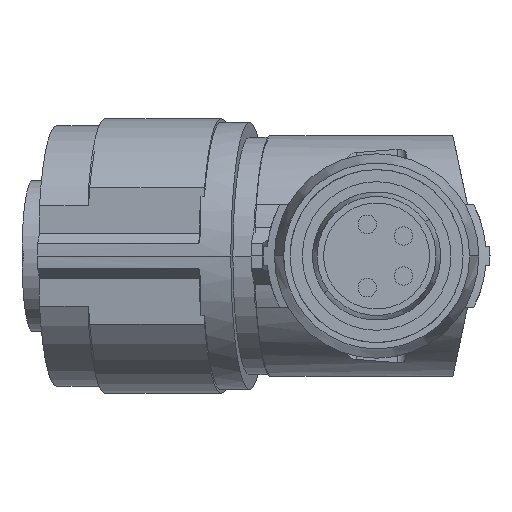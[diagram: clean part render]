
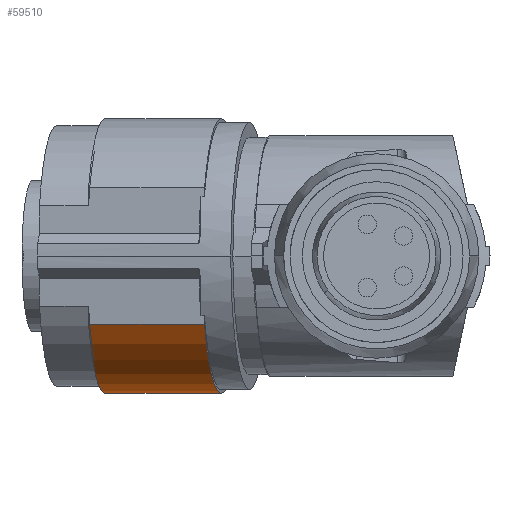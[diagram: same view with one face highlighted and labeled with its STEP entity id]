
A CAD part, left-side view. The second image highlights one B-rep face of the part: STEP entity #59510.
In plain terms, the highlighted cylindrical face has radius 7.4 mm (diameter 14.8 mm), a partial arc.
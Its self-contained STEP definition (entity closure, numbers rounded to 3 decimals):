
#49130=CARTESIAN_POINT('',(135.205,7.363,
-1.709));
#49140=VERTEX_POINT('',#49130);
#49170=CARTESIAN_POINT('',(128.075,8.365,
0.));
#49180=DIRECTION('',(0.139,0.99,
0.));
#49190=DIRECTION('',(-0.035,0.005,
0.999));
#49200=AXIS2_PLACEMENT_3D('',#49170,#49180,#49190);
#49210=CIRCLE('',#49200,7.4);
#49220=CARTESIAN_POINT('',(121.717,9.258,
-3.678));
#49230=VERTEX_POINT('',#49220);
#49240=EDGE_CURVE('',#49140,#49230,#49210,.T.);
#50570=CARTESIAN_POINT('',(122.116,12.098,
-3.678));
#50580=DIRECTION('',(0.139,0.99,
0.));
#50590=VECTOR('',#50580,1.);
#50600=LINE('',#50570,#50590);
#50610=CARTESIAN_POINT('',(122.594,15.497,
-3.678));
#50620=VERTEX_POINT('',#50610);
#50630=EDGE_CURVE('',#49230,#50620,#50600,.T.);
#59270=CARTESIAN_POINT('',(128.475,11.205,
0.));
#59280=DIRECTION('',(0.139,0.99,
0.));
#59290=DIRECTION('',(-0.035,0.005,
0.999));
#59300=AXIS2_PLACEMENT_3D('',#59270,#59280,#59290);
#59310=CYLINDRICAL_SURFACE('',#59300,7.4);
#59320=ORIENTED_EDGE('',*,*,#50630,.T.);
#59330=ORIENTED_EDGE('',*,*,#49240,.T.);
#59340=CARTESIAN_POINT('',(135.605,10.203,
-1.709));
#59350=DIRECTION('',(0.139,0.99,
0.));
#59360=VECTOR('',#59350,1.);
#59370=LINE('',#59340,#59360);
#59380=CARTESIAN_POINT('',(136.082,13.601,
-1.709));
#59390=VERTEX_POINT('',#59380);
#59400=EDGE_CURVE('',#49140,#59390,#59370,.T.);
#59410=ORIENTED_EDGE('',*,*,#59400,.F.);
#59420=CARTESIAN_POINT('',(128.952,14.603,
0.));
#59430=DIRECTION('',(0.139,0.99,
0.));
#59440=DIRECTION('',(-0.035,0.005,
0.999));
#59450=AXIS2_PLACEMENT_3D('',#59420,#59430,#59440);
#59460=CIRCLE('',#59450,7.4);
#59470=EDGE_CURVE('',#59390,#50620,#59460,.T.);
#59480=ORIENTED_EDGE('',*,*,#59470,.F.);
#59490=EDGE_LOOP('',(#59480,#59410,#59330,#59320));
#59500=FACE_OUTER_BOUND('',#59490,.T.);
#59510=ADVANCED_FACE('',(#59500),#59310,.T.);
